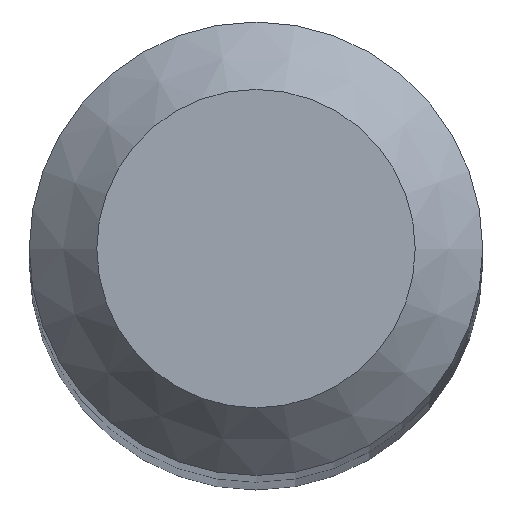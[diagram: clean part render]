
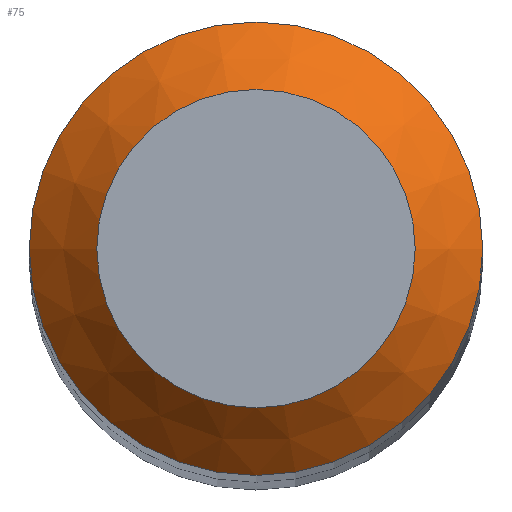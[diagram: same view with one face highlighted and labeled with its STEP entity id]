
A CAD part, top view. The second image highlights one B-rep face of the part: STEP entity #75.
In plain terms, the highlighted conical face has half-angle 45 degrees and reference radius 2.55 mm.
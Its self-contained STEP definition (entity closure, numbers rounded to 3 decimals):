
#47=CONICAL_SURFACE('',#215,2.55,45.);
#57=FACE_BOUND('',#98,.T.);
#58=FACE_BOUND('',#99,.T.);
#75=ADVANCED_FACE('',(#57,#58),#47,.T.);
#98=EDGE_LOOP('',(#120));
#99=EDGE_LOOP('',(#121));
#120=ORIENTED_EDGE('',*,*,#150,.T.);
#121=ORIENTED_EDGE('',*,*,#151,.F.);
#139=VERTEX_POINT('',#327);
#140=VERTEX_POINT('',#330);
#150=EDGE_CURVE('',#139,#139,#161,.T.);
#151=EDGE_CURVE('',#140,#140,#162,.T.);
#161=CIRCLE('',#212,1.79);
#162=CIRCLE('',#214,2.55);
#212=AXIS2_PLACEMENT_3D('',#326,#250,#251);
#214=AXIS2_PLACEMENT_3D('',#329,#254,#255);
#215=AXIS2_PLACEMENT_3D('',#331,#256,#257);
#250=DIRECTION('',(0.,0.,-1.));
#251=DIRECTION('',(1.,0.,0.));
#254=DIRECTION('',(0.,0.,-1.));
#255=DIRECTION('',(1.,0.,0.));
#256=DIRECTION('',(0.,0.,-1.));
#257=DIRECTION('',(1.,0.,0.));
#326=CARTESIAN_POINT('',(0.,0.,0.));
#327=CARTESIAN_POINT('',(1.79,0.,0.));
#329=CARTESIAN_POINT('',(0.,0.,-0.76));
#330=CARTESIAN_POINT('',(2.55,0.,-0.76));
#331=CARTESIAN_POINT('',(0.,0.,-0.76));
